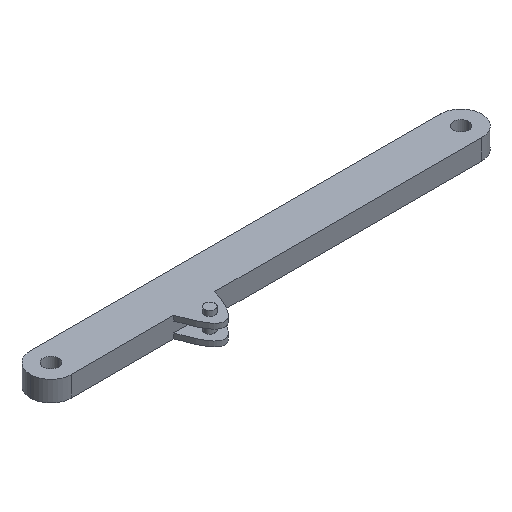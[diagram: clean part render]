
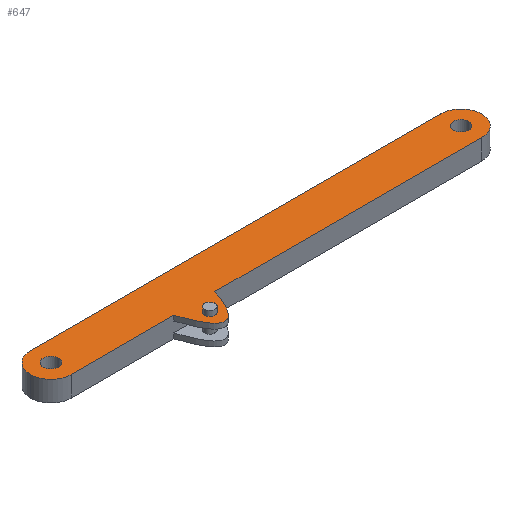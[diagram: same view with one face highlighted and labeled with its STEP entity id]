
A CAD part, isometric view. The second image highlights one B-rep face of the part: STEP entity #647.
In plain terms, the highlighted planar face has unit normal (0, 0, 1).
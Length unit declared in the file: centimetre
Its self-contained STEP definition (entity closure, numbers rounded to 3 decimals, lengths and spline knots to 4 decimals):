
#1 = ORIENTED_EDGE ( 'NONE', *, *, #282, .T. ) ;
#2 = DIRECTION ( 'NONE',  ( 0., 0., 1. ) ) ;
#17 = FACE_OUTER_BOUND ( 'NONE', #569, .T. ) ;
#18 = CIRCLE ( 'NONE', #541, 0.75 ) ;
#22 = EDGE_CURVE ( 'NONE', #703, #343, #18, .T. ) ;
#28 = CARTESIAN_POINT ( 'NONE',  ( -20., 0., 2. ) ) ;
#41 = ORIENTED_EDGE ( 'NONE', *, *, #340, .T. ) ;
#43 = EDGE_CURVE ( 'NONE', #587, #573, #792, .T. ) ;
#50 = CARTESIAN_POINT ( 'NONE',  ( -20., -2., 2. ) ) ;
#64 = AXIS2_PLACEMENT_3D ( 'NONE', #698, #325, #761 ) ;
#68 = DIRECTION ( 'NONE',  ( 0., 0., -1. ) ) ;
#69 = VECTOR ( 'NONE', #429, 100. ) ;
#72 = VERTEX_POINT ( 'NONE', #771 ) ;
#73 = ORIENTED_EDGE ( 'NONE', *, *, #539, .T. ) ;
#76 = DIRECTION ( 'NONE',  ( 0., 0., -1. ) ) ;
#84 = VERTEX_POINT ( 'NONE', #362 ) ;
#91 = CARTESIAN_POINT ( 'NONE',  ( 19.25, 0., 2. ) ) ;
#98 = DIRECTION ( 'NONE',  ( 1., 0., 0. ) ) ;
#104 = VERTEX_POINT ( 'NONE', #361 ) ;
#107 = FACE_BOUND ( 'NONE', #468, .T. ) ;
#123 = B_SPLINE_CURVE_WITH_KNOTS ( 'NONE', 2,
 ( #764, #327, #641 ),
 .UNSPECIFIED., .F., .F.,
 ( 3, 3 ),
 ( 0., 1. ),
 .UNSPECIFIED. ) ;
#143 = PLANE ( 'NONE',  #768 ) ;
#147 = AXIS2_PLACEMENT_3D ( 'NONE', #431, #76, #502 ) ;
#149 = CARTESIAN_POINT ( 'NONE',  ( -20., 2., 2. ) ) ;
#150 = VERTEX_POINT ( 'NONE', #624 ) ;
#156 = ORIENTED_EDGE ( 'NONE', *, *, #673, .T. ) ;
#158 = AXIS2_PLACEMENT_3D ( 'NONE', #607, #247, #670 ) ;
#168 = ORIENTED_EDGE ( 'NONE', *, *, #297, .F. ) ;
#178 = CARTESIAN_POINT ( 'NONE',  ( -19.25, 0., 2. ) ) ;
#179 = CARTESIAN_POINT ( 'NONE',  ( -20., 0., 2. ) ) ;
#186 = CARTESIAN_POINT ( 'NONE',  ( 20., 0., 2. ) ) ;
#196 = CIRCLE ( 'NONE', #526, 0.5 ) ;
#201 = AXIS2_PLACEMENT_3D ( 'NONE', #179, #605, #245 ) ;
#208 = CARTESIAN_POINT ( 'NONE',  ( -20., 0., 2. ) ) ;
#214 = CARTESIAN_POINT ( 'NONE',  ( 20., 0., 2. ) ) ;
#217 = CIRCLE ( 'NONE', #158, 0.75 ) ;
#220 = EDGE_CURVE ( 'NONE', #72, #104, #535, .T. ) ;
#224 = CIRCLE ( 'NONE', #64, 2. ) ;
#230 = EDGE_CURVE ( 'NONE', #573, #587, #217, .T. ) ;
#231 = LINE ( 'NONE', #149, #69 ) ;
#245 = DIRECTION ( 'NONE',  ( 1., 0., 0. ) ) ;
#247 = DIRECTION ( 'NONE',  ( 0., 0., 1. ) ) ;
#248 = DIRECTION ( 'NONE',  ( 1., 0., 0. ) ) ;
#276 = DIRECTION ( 'NONE',  ( 1., 0., 0. ) ) ;
#282 = EDGE_CURVE ( 'NONE', #672, #84, #196, .T. ) ;
#295 = LINE ( 'NONE', #50, #599 ) ;
#296 = VERTEX_POINT ( 'NONE', #675 ) ;
#297 = EDGE_CURVE ( 'NONE', #343, #703, #389, .T. ) ;
#306 = ORIENTED_EDGE ( 'NONE', *, *, #230, .F. ) ;
#308 = CARTESIAN_POINT ( 'NONE',  ( -20., -2., 2. ) ) ;
#324 = DIRECTION ( 'NONE',  ( 1., 0., 0. ) ) ;
#325 = DIRECTION ( 'NONE',  ( 0., 0., 1. ) ) ;
#327 = CARTESIAN_POINT ( 'NONE',  ( -8.0493, -8.0002, 2. ) ) ;
#335 = ORIENTED_EDGE ( 'NONE', *, *, #22, .F. ) ;
#340 = EDGE_CURVE ( 'NONE', #150, #391, #644, .T. ) ;
#343 = VERTEX_POINT ( 'NONE', #178 ) ;
#348 = AXIS2_PLACEMENT_3D ( 'NONE', #214, #638, #276 ) ;
#361 = CARTESIAN_POINT ( 'NONE',  ( -22., 0., 2. ) ) ;
#362 = CARTESIAN_POINT ( 'NONE',  ( -7.5, -3.5, 2. ) ) ;
#365 = ORIENTED_EDGE ( 'NONE', *, *, #477, .T. ) ;
#368 = CARTESIAN_POINT ( 'NONE',  ( -20., 0., 2. ) ) ;
#370 = EDGE_CURVE ( 'NONE', #601, #296, #295, .T. ) ;
#380 = CIRCLE ( 'NONE', #348, 2. ) ;
#382 = VERTEX_POINT ( 'NONE', #471 ) ;
#389 = CIRCLE ( 'NONE', #478, 0.75 ) ;
#391 = VERTEX_POINT ( 'NONE', #565 ) ;
#428 = CARTESIAN_POINT ( 'NONE',  ( -8., -3.5, 2. ) ) ;
#429 = DIRECTION ( 'NONE',  ( -1., 0., 0. ) ) ;
#431 = CARTESIAN_POINT ( 'NONE',  ( -8., -3.5, 2. ) ) ;
#436 = EDGE_LOOP ( 'NONE', ( #1, #554 ) ) ;
#454 = DIRECTION ( 'NONE',  ( 0., 0., 1. ) ) ;
#458 = VECTOR ( 'NONE', #778, 100. ) ;
#460 = EDGE_CURVE ( 'NONE', #84, #672, #692, .T. ) ;
#468 = EDGE_LOOP ( 'NONE', ( #521, #306 ) ) ;
#471 = CARTESIAN_POINT ( 'NONE',  ( 20., 2., 2. ) ) ;
#477 = EDGE_CURVE ( 'NONE', #104, #601, #224, .T. ) ;
#478 = AXIS2_PLACEMENT_3D ( 'NONE', #368, #2, #780 ) ;
#492 = DIRECTION ( 'NONE',  ( 1., 0., 0. ) ) ;
#502 = DIRECTION ( 'NONE',  ( 1., 0., 0. ) ) ;
#511 = EDGE_CURVE ( 'NONE', #391, #382, #380, .T. ) ;
#515 = CARTESIAN_POINT ( 'NONE',  ( -20.75, 0., 2. ) ) ;
#521 = ORIENTED_EDGE ( 'NONE', *, *, #43, .F. ) ;
#526 = AXIS2_PLACEMENT_3D ( 'NONE', #428, #68, #492 ) ;
#535 = CIRCLE ( 'NONE', #201, 2. ) ;
#538 = DIRECTION ( 'NONE',  ( 1., 0., 0. ) ) ;
#539 = EDGE_CURVE ( 'NONE', #296, #150, #123, .T. ) ;
#541 = AXIS2_PLACEMENT_3D ( 'NONE', #28, #454, #98 ) ;
#554 = ORIENTED_EDGE ( 'NONE', *, *, #460, .T. ) ;
#560 = CARTESIAN_POINT ( 'NONE',  ( 20.75, 0., 2. ) ) ;
#565 = CARTESIAN_POINT ( 'NONE',  ( 20., -2., 2. ) ) ;
#569 = EDGE_LOOP ( 'NONE', ( #656, #365, #661, #73, #41, #770, #156 ) ) ;
#573 = VERTEX_POINT ( 'NONE', #91 ) ;
#587 = VERTEX_POINT ( 'NONE', #560 ) ;
#599 = VECTOR ( 'NONE', #538, 100. ) ;
#601 = VERTEX_POINT ( 'NONE', #308 ) ;
#605 = DIRECTION ( 'NONE',  ( 0., 0., 1. ) ) ;
#607 = CARTESIAN_POINT ( 'NONE',  ( 20., 0., 2. ) ) ;
#610 = DIRECTION ( 'NONE',  ( 0., 0., 1. ) ) ;
#624 = CARTESIAN_POINT ( 'NONE',  ( -6.0038, -2., 2. ) ) ;
#638 = DIRECTION ( 'NONE',  ( 0., 0., 1. ) ) ;
#641 = CARTESIAN_POINT ( 'NONE',  ( -6.0038, -2., 2. ) ) ;
#644 = LINE ( 'NONE', #722, #458 ) ;
#647 = ADVANCED_FACE ( 'NONE', ( #17, #107, #775, #735 ), #143, .T. ) ;
#656 = ORIENTED_EDGE ( 'NONE', *, *, #220, .T. ) ;
#661 = ORIENTED_EDGE ( 'NONE', *, *, #370, .T. ) ;
#670 = DIRECTION ( 'NONE',  ( 1., 0., 0. ) ) ;
#672 = VERTEX_POINT ( 'NONE', #757 ) ;
#673 = EDGE_CURVE ( 'NONE', #382, #72, #231, .T. ) ;
#675 = CARTESIAN_POINT ( 'NONE',  ( -10.0038, -2., 2. ) ) ;
#692 = CIRCLE ( 'NONE', #147, 0.5 ) ;
#696 = DIRECTION ( 'NONE',  ( 0., 0., 1. ) ) ;
#698 = CARTESIAN_POINT ( 'NONE',  ( -20., 0., 2. ) ) ;
#703 = VERTEX_POINT ( 'NONE', #515 ) ;
#709 = AXIS2_PLACEMENT_3D ( 'NONE', #186, #610, #248 ) ;
#722 = CARTESIAN_POINT ( 'NONE',  ( -20., -2., 2. ) ) ;
#735 = FACE_BOUND ( 'NONE', #436, .T. ) ;
#757 = CARTESIAN_POINT ( 'NONE',  ( -8.5, -3.5, 2. ) ) ;
#761 = DIRECTION ( 'NONE',  ( 1., 0., 0. ) ) ;
#764 = CARTESIAN_POINT ( 'NONE',  ( -10.0038, -2., 2. ) ) ;
#768 = AXIS2_PLACEMENT_3D ( 'NONE', #208, #696, #324 ) ;
#770 = ORIENTED_EDGE ( 'NONE', *, *, #511, .T. ) ;
#771 = CARTESIAN_POINT ( 'NONE',  ( -20., 2., 2. ) ) ;
#775 = FACE_BOUND ( 'NONE', #794, .T. ) ;
#778 = DIRECTION ( 'NONE',  ( 1., 0., 0. ) ) ;
#780 = DIRECTION ( 'NONE',  ( 1., 0., 0. ) ) ;
#792 = CIRCLE ( 'NONE', #709, 0.75 ) ;
#794 = EDGE_LOOP ( 'NONE', ( #168, #335 ) ) ;
